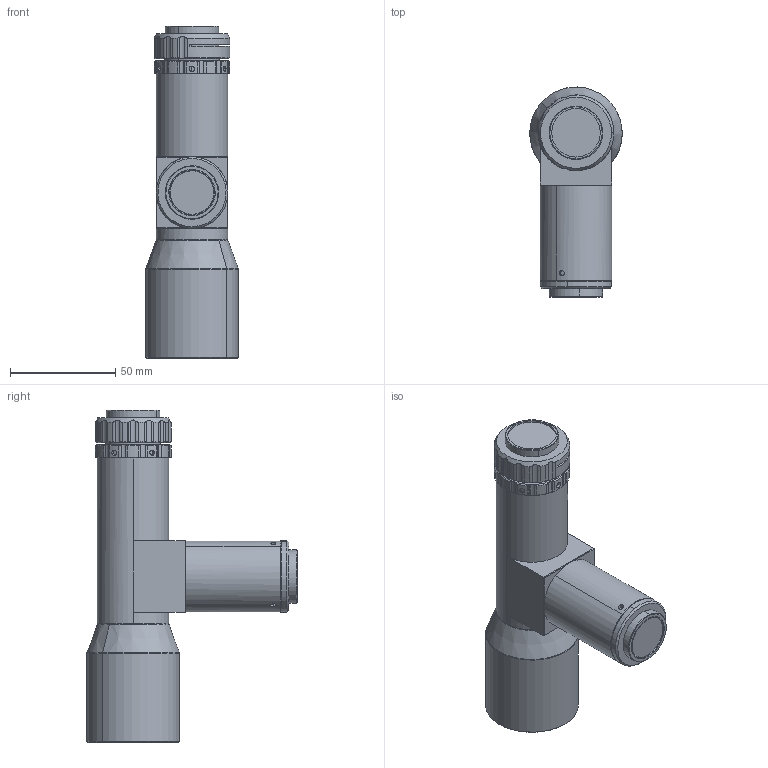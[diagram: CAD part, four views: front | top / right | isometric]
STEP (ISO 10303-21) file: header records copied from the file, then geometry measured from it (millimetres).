
FILE_DESCRIPTION (( 'STEP AP203' ), '1' );
FILE_NAME ('KDV08-08-110115.6-111.STEP', '2023-06-12T06:46:03', ( '' ), ( '' ), 'SwSTEP 2.0', 'SolidWorks 2017', '' );
FILE_SCHEMA (( 'CONFIG_CONTROL_DESIGN' ));
Length unit declared in the file: millimetre
Products named in the file (1): KDV08-08-110115.6-111
Bounding box: 43.99 x 99.85 x 157.71 mm (x, y, z)
Volume: 230550 mm3; surface area: 31807.9 mm2
Topology: 1 solids, 11 shells, 321 faces, 771 edges, 491 vertices
Faces by surface type: cylinder 170, cone 89, plane 58, torus 4
Entity records: 10619 total; most frequent: CARTESIAN_POINT 3202, ORIENTED_EDGE 1538, DIRECTION 1508, EDGE_CURVE 769, AXIS2_PLACEMENT_3D 625, VERTEX_POINT 491, EDGE_LOOP 358, ADVANCED_FACE 321
